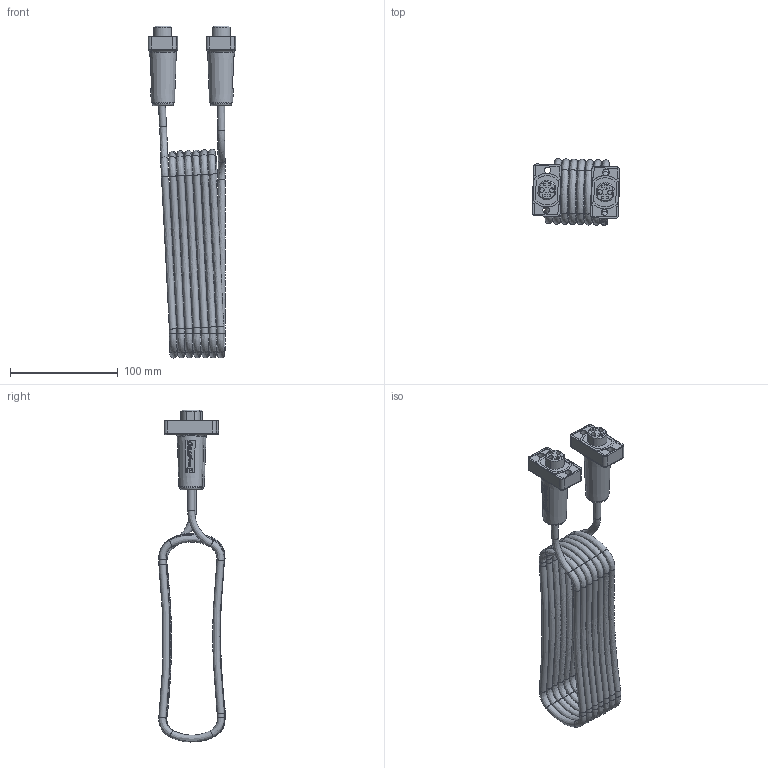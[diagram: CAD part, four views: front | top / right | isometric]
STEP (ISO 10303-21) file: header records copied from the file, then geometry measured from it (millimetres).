
FILE_DESCRIPTION(/* description */ (''),/* implementation_level */ '2;1');
FILE_NAME(/* name */ '12375 Verbindungskabel 12V 7_5.stp',/* time_stamp */ '2017-08-08T10:46:17+02:00',/* author */ ('guzb562'),/* organization */ (''),/* preprocessor_version */ 'ST-DEVELOPER v16.1',/* originating_system */ 'Autodesk Inventor 2016',/* authorisation */ '');
FILE_SCHEMA (('AUTOMOTIVE_DESIGN { 1 0 10303 214 3 1 1 }'));
Length unit declared in the file: millimetre
Products named in the file (3): kabelpaket_7; Stecker 12V; 12375 Verbindungskabel 12V 7_5
Assembly tree (3 placements, depth 2):
  12375 Verbindungskabel 12V 7_5
    kabelpaket_7
    Stecker 12V  x2
Bounding box: 81.44 x 61.6 x 307.54 mm (x, y, z)
Volume: 180051 mm3; surface area: 84026.4 mm2
Topology: 3 solids, 3 shells, 982 faces, 2787 edges, 1967 vertices
Faces by surface type: plane 700, bspline 190, cylinder 80, cone 6, torus 6
Full cylindrical faces by diameter (mm): 4.484 x2, 4.516 x2, 6 x4, 7.683 x2, 19.899 x2
Entity records: 26659 total; most frequent: CARTESIAN_POINT 13612, ORIENTED_EDGE 2868, DIRECTION 2254, EDGE_CURVE 1434, LINE 1040, VECTOR 1040, VERTEX_POINT 948, AXIS2_PLACEMENT_3D 607
